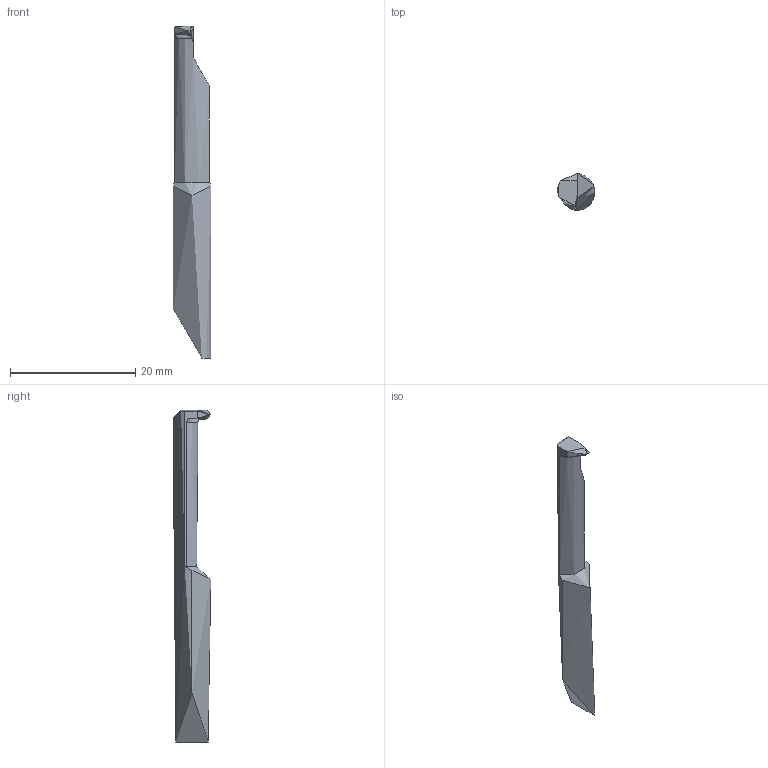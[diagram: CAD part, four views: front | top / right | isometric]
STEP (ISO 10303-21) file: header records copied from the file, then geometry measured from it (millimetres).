
FILE_DESCRIPTION (( 'STEP AP203' ), '1' );
FILE_NAME ('NCGR6R-62.25-15x18 [NCGR06R6225150T].STEP', '2023-06-05T00:37:02', ( '' ), ( '' ), 'SwSTEP 2.0', 'SolidWorks 2018', '' );
FILE_SCHEMA (( 'CONFIG_CONTROL_DESIGN' ));
Length unit declared in the file: millimetre
Products named in the file (1): NCGR6R-62.25-15x18 [NCGR06R6225150T]
Bounding box: 6 x 5.99 x 52.98 mm (x, y, z)
Volume: 1058.2 mm3; surface area: 885.1 mm2
Topology: 1 solids, 1 shells, 24 faces, 62 edges, 38 vertices
Faces by surface type: plane 11, cylinder 5, bspline 5, cone 2, sphere 1
Entity records: 1257 total; most frequent: CARTESIAN_POINT 685, ORIENTED_EDGE 120, DIRECTION 79, EDGE_CURVE 60, VERTEX_POINT 38, AXIS2_PLACEMENT_3D 30, FACE_OUTER_BOUND 24, EDGE_LOOP 24
